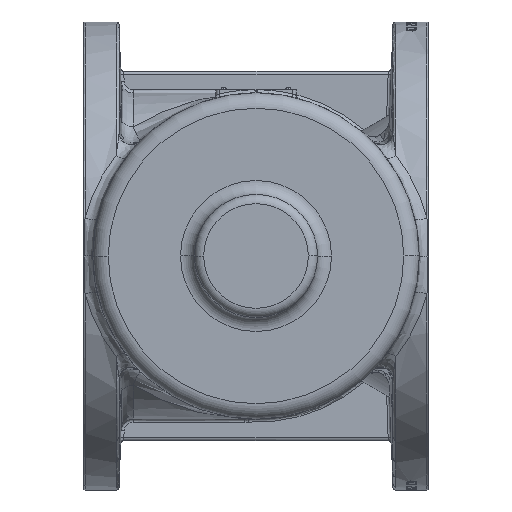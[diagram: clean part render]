
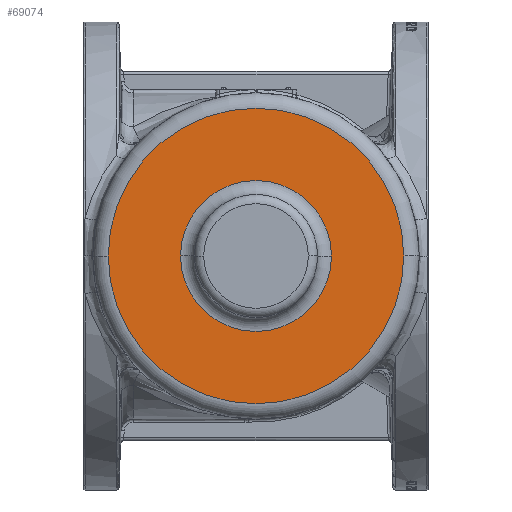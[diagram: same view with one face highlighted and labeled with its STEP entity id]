
A CAD part, front view. The second image highlights one B-rep face of the part: STEP entity #69074.
In plain terms, the highlighted planar face has unit normal (0, -1, 0).
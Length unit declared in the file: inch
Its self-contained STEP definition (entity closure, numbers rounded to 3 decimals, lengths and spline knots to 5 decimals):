
#50458=CARTESIAN_POINT('',(0.,-11.5625,0.));
#50459=DIRECTION('',(0.,1.,0.));
#50460=DIRECTION('',(1.,0.,0.));
#50461=AXIS2_PLACEMENT_3D('',#50458,#50459,#50460);
#50463=CARTESIAN_POINT('',(0.,-11.5625,0.));
#50464=DIRECTION('',(0.,1.,0.));
#50465=DIRECTION('',(-1.,0.,0.));
#50466=AXIS2_PLACEMENT_3D('',#50463,#50464,#50465);
#50468=CARTESIAN_POINT('',(0.,-11.5625,0.));
#50469=DIRECTION('',(0.,-1.,0.));
#50470=DIRECTION('',(1.,0.,0.));
#50471=AXIS2_PLACEMENT_3D('',#50468,#50469,#50470);
#50473=CARTESIAN_POINT('',(0.,-11.5625,0.));
#50474=DIRECTION('',(0.,-1.,0.));
#50475=DIRECTION('',(-1.,0.,0.));
#50476=AXIS2_PLACEMENT_3D('',#50473,#50474,#50475);
#52464=CARTESIAN_POINT('',(-3.063,-11.5625,0.));
#52465=CARTESIAN_POINT('',(3.063,-11.5625,0.));
#52466=VERTEX_POINT('',#52464);
#52467=VERTEX_POINT('',#52465);
#53345=CARTESIAN_POINT('',(6.,-11.5625,0.));
#53346=CARTESIAN_POINT('',(-6.,-11.5625,0.));
#53347=VERTEX_POINT('',#53345);
#53348=VERTEX_POINT('',#53346);
#69059=CARTESIAN_POINT('',(0.,-11.5625,0.));
#69060=DIRECTION('',(0.,1.,0.));
#69061=DIRECTION('',(1.,0.,0.));
#69062=AXIS2_PLACEMENT_3D('',#69059,#69060,#69061);
#69063=PLANE('',#69062);
#69064=ORIENTED_EDGE('',*,*,#69039,.T.);
#69065=ORIENTED_EDGE('',*,*,#69053,.T.);
#69066=EDGE_LOOP('',(#69064,#69065));
#69067=FACE_OUTER_BOUND('',#69066,.F.);
#69069=ORIENTED_EDGE('',*,*,#69068,.T.);
#69071=ORIENTED_EDGE('',*,*,#69070,.T.);
#69072=EDGE_LOOP('',(#69069,#69071));
#69073=FACE_BOUND('',#69072,.F.);
#50462=CIRCLE('',#50461,6.);
#50467=CIRCLE('',#50466,6.);
#50472=CIRCLE('',#50471,3.063);
#50477=CIRCLE('',#50476,3.063);
#69039=EDGE_CURVE('',#53347,#53348,#50462,.T.);
#69053=EDGE_CURVE('',#53348,#53347,#50467,.T.);
#69068=EDGE_CURVE('',#52467,#52466,#50472,.T.);
#69070=EDGE_CURVE('',#52466,#52467,#50477,.T.);
#69074=ADVANCED_FACE('',(#69067,#69073),#69063,.F.);
